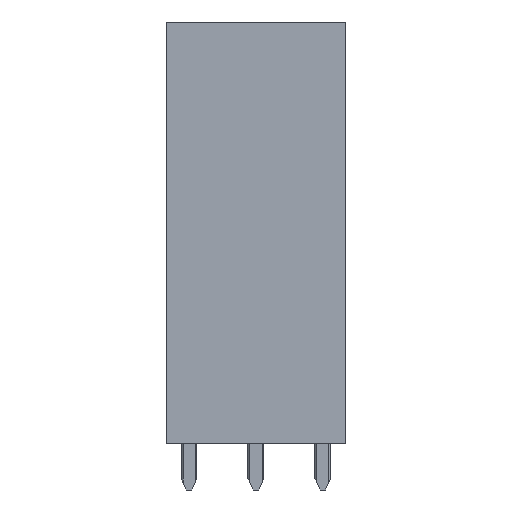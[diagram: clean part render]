
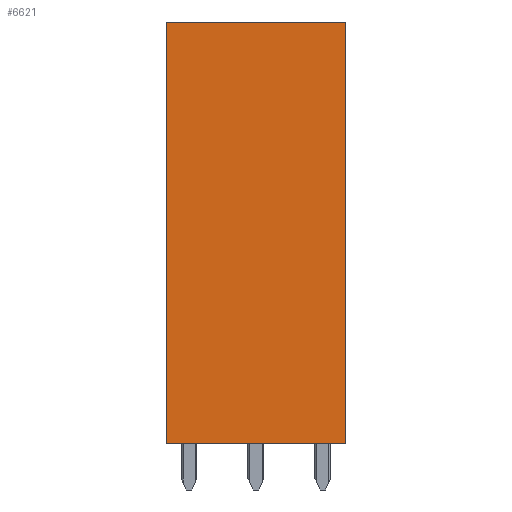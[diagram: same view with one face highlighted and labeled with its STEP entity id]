
A CAD part, left-side view. The second image highlights one B-rep face of the part: STEP entity #6621.
In plain terms, the highlighted planar face has unit normal (-1, 0, 0).
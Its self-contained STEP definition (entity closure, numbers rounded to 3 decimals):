
#6613=AXIS2_PLACEMENT_3D('Plane Axis2P3D',#6610,#6611,#6612) ;
#872=CARTESIAN_POINT('Vertex',(0.,13.6,35.5)) ;
#875=CARTESIAN_POINT('Line Origine',(0.,6.8,35.5)) ;
#879=CARTESIAN_POINT('Vertex',(0.,0.,35.5)) ;
#3307=CARTESIAN_POINT('Vertex',(0.,0.,3.5)) ;
#3310=CARTESIAN_POINT('Line Origine',(0.,6.8,3.5)) ;
#3314=CARTESIAN_POINT('Vertex',(0.,13.6,3.5)) ;
#4170=CARTESIAN_POINT('Line Origine',(0.,13.6,19.5)) ;
#6361=CARTESIAN_POINT('Line Origine',(0.,0.,19.5)) ;
#6610=CARTESIAN_POINT('Axis2P3D Location',(0.,0.,0.)) ;
#876=DIRECTION('Vector Direction',(0.,-1.,0.)) ;
#3311=DIRECTION('Vector Direction',(0.,1.,0.)) ;
#4171=DIRECTION('Vector Direction',(0.,0.,1.)) ;
#6362=DIRECTION('Vector Direction',(0.,0.,-1.)) ;
#6611=DIRECTION('Axis2P3D Direction',(-1.,0.,0.)) ;
#6612=DIRECTION('Axis2P3D XDirection',(0.,0.,1.)) ;
#877=VECTOR('Line Direction',#876,1.) ;
#3312=VECTOR('Line Direction',#3311,1.) ;
#4172=VECTOR('Line Direction',#4171,1.) ;
#6363=VECTOR('Line Direction',#6362,1.) ;
#6616=ORIENTED_EDGE('',*,*,#6365,.T.) ;
#6617=ORIENTED_EDGE('',*,*,#881,.T.) ;
#6618=ORIENTED_EDGE('',*,*,#4174,.T.) ;
#6619=ORIENTED_EDGE('',*,*,#3316,.T.) ;
#6621=ADVANCED_FACE('HOUSING',(#6620),#6614,.T.) ;
#881=EDGE_CURVE('',#880,#873,#878,.F.) ;
#3316=EDGE_CURVE('',#3315,#3308,#3313,.F.) ;
#4174=EDGE_CURVE('',#873,#3315,#4173,.F.) ;
#6365=EDGE_CURVE('',#3308,#880,#6364,.F.) ;
#6615=EDGE_LOOP('',(#6616,#6617,#6618,#6619)) ;
#6620=FACE_OUTER_BOUND('',#6615,.T.) ;
#878=LINE('Line',#875,#877) ;
#3313=LINE('Line',#3310,#3312) ;
#4173=LINE('Line',#4170,#4172) ;
#6364=LINE('Line',#6361,#6363) ;
#6614=PLANE('',#6613) ;
#873=VERTEX_POINT('',#872) ;
#880=VERTEX_POINT('',#879) ;
#3308=VERTEX_POINT('',#3307) ;
#3315=VERTEX_POINT('',#3314) ;
